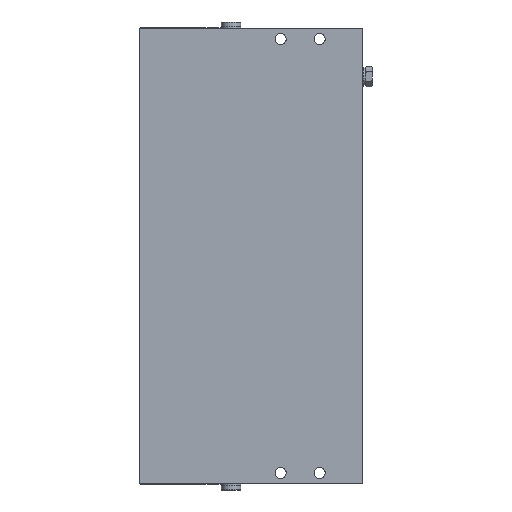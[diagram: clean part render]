
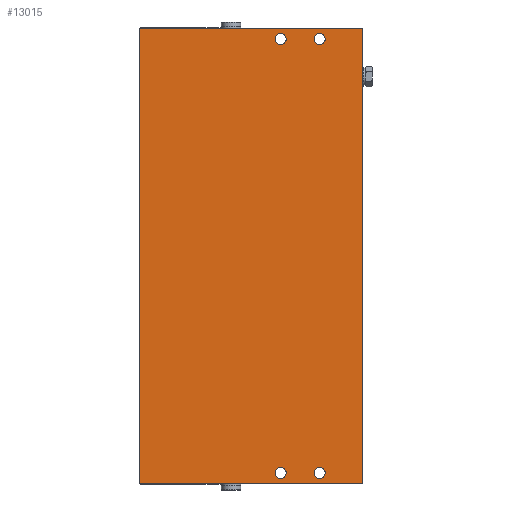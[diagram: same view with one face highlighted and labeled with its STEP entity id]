
A CAD part, front view. The second image highlights one B-rep face of the part: STEP entity #13015.
In plain terms, the highlighted planar face has unit normal (0, -1, 0).
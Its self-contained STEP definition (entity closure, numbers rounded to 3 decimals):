
#869=CIRCLE('',#14506,2.25);
#870=CIRCLE('',#14507,2.25);
#871=CIRCLE('',#14508,2.25);
#872=CIRCLE('',#14509,2.25);
#1858=ORIENTED_EDGE('',*,*,#5135,.T.);
#1859=ORIENTED_EDGE('',*,*,#5136,.T.);
#1860=ORIENTED_EDGE('',*,*,#5137,.T.);
#1861=ORIENTED_EDGE('',*,*,#5138,.T.);
#1862=ORIENTED_EDGE('',*,*,#5139,.T.);
#1863=ORIENTED_EDGE('',*,*,#5140,.F.);
#1864=ORIENTED_EDGE('',*,*,#5090,.F.);
#1865=ORIENTED_EDGE('',*,*,#4686,.T.);
#4686=EDGE_CURVE('',#6330,#6329,#7654,.T.);
#5090=EDGE_CURVE('',#6330,#6732,#7825,.T.);
#5135=EDGE_CURVE('',#6770,#6770,#869,.T.);
#5136=EDGE_CURVE('',#6771,#6771,#870,.T.);
#5137=EDGE_CURVE('',#6772,#6772,#871,.T.);
#5138=EDGE_CURVE('',#6773,#6773,#872,.T.);
#5139=EDGE_CURVE('',#6329,#6774,#7848,.T.);
#5140=EDGE_CURVE('',#6732,#6774,#7849,.T.);
#6329=VERTEX_POINT('',#20213);
#6330=VERTEX_POINT('',#20215);
#6732=VERTEX_POINT('',#21023);
#6770=VERTEX_POINT('',#21140);
#6771=VERTEX_POINT('',#21142);
#6772=VERTEX_POINT('',#21144);
#6773=VERTEX_POINT('',#21146);
#6774=VERTEX_POINT('',#21148);
#7654=LINE('',#20214,#8458);
#7825=LINE('',#21022,#8629);
#7848=LINE('',#21147,#8652);
#7849=LINE('',#21149,#8653);
#8458=VECTOR('',#15970,1000.);
#8629=VECTOR('',#16611,1000.);
#8652=VECTOR('',#16690,1000.);
#8653=VECTOR('',#16691,1000.);
#9504=EDGE_LOOP('',(#1858));
#9505=EDGE_LOOP('',(#1859));
#9506=EDGE_LOOP('',(#1860));
#9507=EDGE_LOOP('',(#1861));
#9508=EDGE_LOOP('',(#1862,#1863,#1864,#1865));
#11136=FACE_BOUND('',#9504,.T.);
#11137=FACE_BOUND('',#9505,.T.);
#11138=FACE_BOUND('',#9506,.T.);
#11139=FACE_BOUND('',#9507,.T.);
#11140=FACE_BOUND('',#9508,.T.);
#12561=PLANE('',#14505);
#13015=ADVANCED_FACE('',(#11136,#11137,#11138,#11139,#11140),#12561,.F.);
#14505=AXIS2_PLACEMENT_3D('',#21138,#16680,#16681);
#14506=AXIS2_PLACEMENT_3D('',#21139,#16682,#16683);
#14507=AXIS2_PLACEMENT_3D('',#21141,#16684,#16685);
#14508=AXIS2_PLACEMENT_3D('',#21143,#16686,#16687);
#14509=AXIS2_PLACEMENT_3D('',#21145,#16688,#16689);
#15970=DIRECTION('',(0.,0.,-1.));
#16611=DIRECTION('',(1.,0.,0.));
#16680=DIRECTION('',(0.,1.,0.));
#16681=DIRECTION('',(0.,0.,1.));
#16682=DIRECTION('',(0.,1.,0.));
#16683=DIRECTION('',(1.,0.,0.));
#16684=DIRECTION('',(0.,1.,0.));
#16685=DIRECTION('',(1.,0.,0.));
#16686=DIRECTION('',(0.,1.,0.));
#16687=DIRECTION('',(1.,0.,0.));
#16688=DIRECTION('',(0.,1.,0.));
#16689=DIRECTION('',(1.,0.,0.));
#16690=DIRECTION('',(1.,0.,0.));
#16691=DIRECTION('',(0.,0.,-1.));
#20213=CARTESIAN_POINT('',(0.,-23.,0.));
#20214=CARTESIAN_POINT('',(0.,-23.,187.));
#20215=CARTESIAN_POINT('',(0.,-23.,187.));
#21022=CARTESIAN_POINT('',(0.,-23.,187.));
#21023=CARTESIAN_POINT('',(91.5,-23.,187.));
#21138=CARTESIAN_POINT('',(0.,-23.,187.));
#21139=CARTESIAN_POINT('',(33.65,-23.,4.5));
#21140=CARTESIAN_POINT('',(35.9,-23.,4.5));
#21141=CARTESIAN_POINT('',(17.65,-23.,182.5));
#21142=CARTESIAN_POINT('',(19.9,-23.,182.5));
#21143=CARTESIAN_POINT('',(33.65,-23.,182.5));
#21144=CARTESIAN_POINT('',(35.9,-23.,182.5));
#21145=CARTESIAN_POINT('',(17.65,-23.,4.5));
#21146=CARTESIAN_POINT('',(19.9,-23.,4.5));
#21147=CARTESIAN_POINT('',(0.,-23.,0.));
#21148=CARTESIAN_POINT('',(91.5,-23.,0.));
#21149=CARTESIAN_POINT('',(91.5,-23.,187.));
